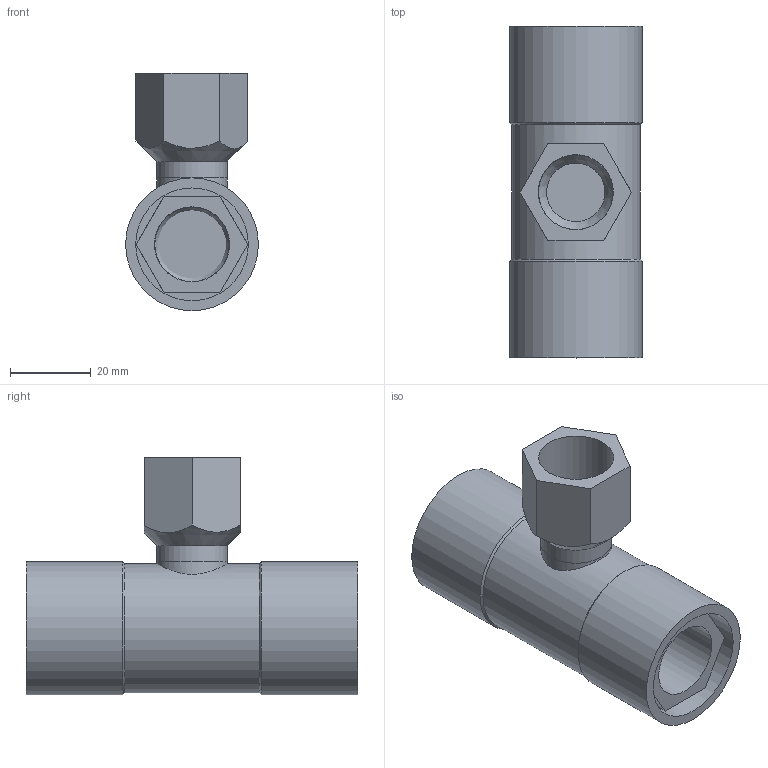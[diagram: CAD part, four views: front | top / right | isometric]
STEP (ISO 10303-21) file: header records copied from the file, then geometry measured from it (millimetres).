
FILE_DESCRIPTION( ( 'Unknown' ), '1' );
FILE_NAME( 'F12R1-2DN28.stp', 'Unknown', ( 'Unknown' ), ( 'Unknown' ), 'PSStep 14.0', 'Unknown', ' ' );
FILE_SCHEMA( ( 'AUTOMOTIVE_DESIGN { 1 0 10303 214 1 1 1 1 }' ) );
Length unit declared in the file: millimetre
Products named in the file (3): Assem1; TDN28-17; ROSCAH1-2_17,5GEN
Bounding box: 33 x 82.4 x 59 mm (x, y, z)
Volume: 93334.3 mm3; surface area: 36134.1 mm2
Topology: 4 solids, 4 shells, 60 faces, 126 edges, 84 vertices
Faces by surface type: plane 30, cylinder 20, cone 10
Full cylindrical faces by diameter (mm): 14.5 x2, 17.5 x4, 18.631 x4, 28 x4, 32 x2, 33 x4
Entity records: 1100 total; most frequent: CARTESIAN_POINT 274, DIRECTION 120, ORIENTED_EDGE 80, AXIS2_PLACEMENT_3D 54, EDGE_LOOP 52, FACE_OUTER_BOUND 40, EDGE_CURVE 40, VERTEX_POINT 34
